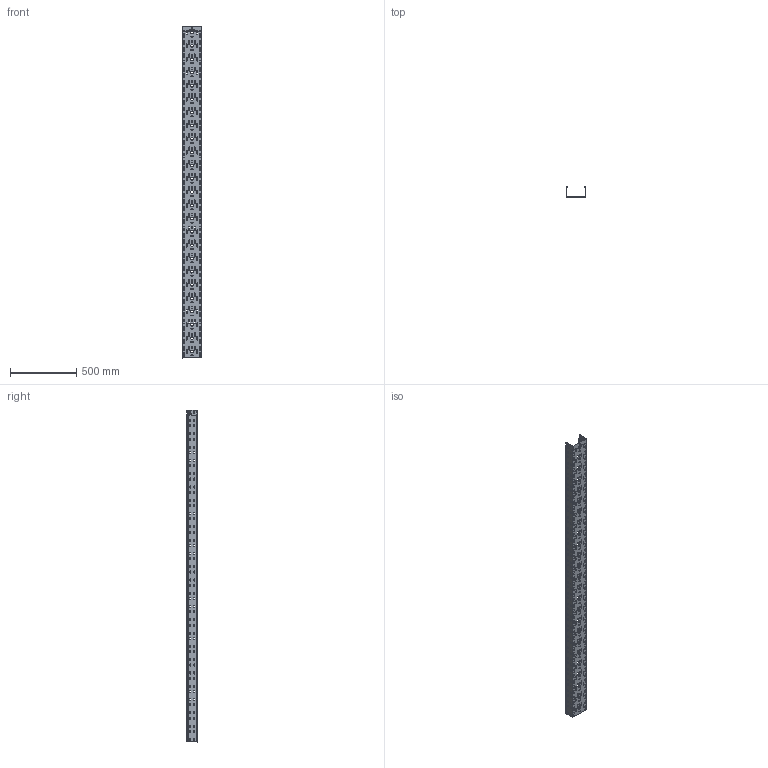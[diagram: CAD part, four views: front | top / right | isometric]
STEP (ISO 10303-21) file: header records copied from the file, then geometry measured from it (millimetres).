
FILE_DESCRIPTION(/* description */ (''),/* implementation_level */ '2;1');
FILE_NAME(/* name */ 'LPplus80x150x1.0x2500.ipt.stp',/* time_stamp */ '2023-05-26T12:33:25+03:00',/* author */ ('Ртищев А.О.'),/* organization */ (''),/* preprocessor_version */ 'ST-DEVELOPER v19.2',/* originating_system */ 'Autodesk Inventor 2023',/* authorisation */ '');
FILE_SCHEMA (('AUTOMOTIVE_DESIGN { 1 0 10303 214 3 1 1 }'));
Products named in the file (1): LPplus
Bounding box: 149.95 x 81.5 x 2500 mm (x, y, z)
Volume: 773963.7 mm3; surface area: 1579141.8 mm2
Topology: 1 solids, 1 shells, 2032 faces, 6018 edges, 3980 vertices
Faces by surface type: cylinder 1017, plane 983, bspline 32
Full cylindrical faces by diameter (mm): 20 x24
Entity records: 72543 total; most frequent: CARTESIAN_POINT 12369, DIRECTION 12074, ORIENTED_EDGE 12036, EDGE_CURVE 6018, AXIS2_PLACEMENT_3D 4069, VERTEX_POINT 3980, LINE 3936, VECTOR 3936
